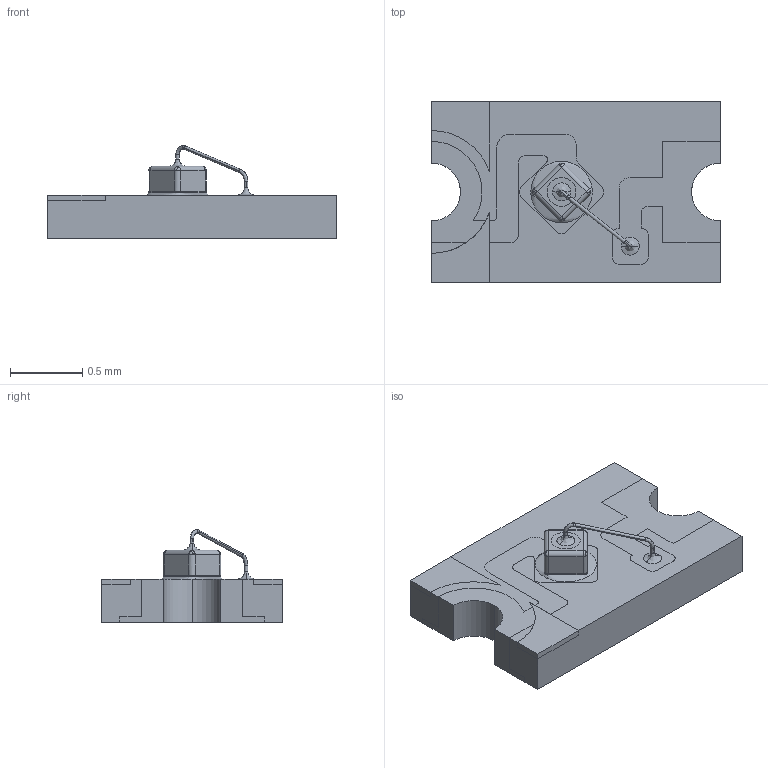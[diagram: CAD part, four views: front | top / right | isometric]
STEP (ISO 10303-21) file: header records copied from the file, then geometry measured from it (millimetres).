
FILE_DESCRIPTION (( 'STEP AP214' ), '1' );
FILE_NAME ('User Library-Wurth Elektronik WL-SMCW 0805 (2012) LED Base (Separate Lens).STEP', '2019-04-05T21:39:39', ( '' ), ( '' ), 'SwSTEP 2.0', 'SolidWorks 2019', '' );
FILE_SCHEMA (( 'AUTOMOTIVE_DESIGN' ));
Length unit declared in the file: centimetre
Products named in the file (1): User Library-Wurth Elektronik WL-SMCW 0805 (2012) LED Base (Separate Lens)
Bounding box: 2 x 1.25 x 0.64 mm (x, y, z)
Volume: 0.7 mm3; surface area: 11.8 mm2
Topology: 8 solids, 8 shells, 212 faces, 569 edges, 369 vertices
Faces by surface type: plane 120, cylinder 72, bspline 20
Entity records: 7576 total; most frequent: CARTESIAN_POINT 2112, ORIENTED_EDGE 1122, DIRECTION 1106, EDGE_CURVE 561, AXIS2_PLACEMENT_3D 372, VERTEX_POINT 369, VECTOR 362, LINE 362
